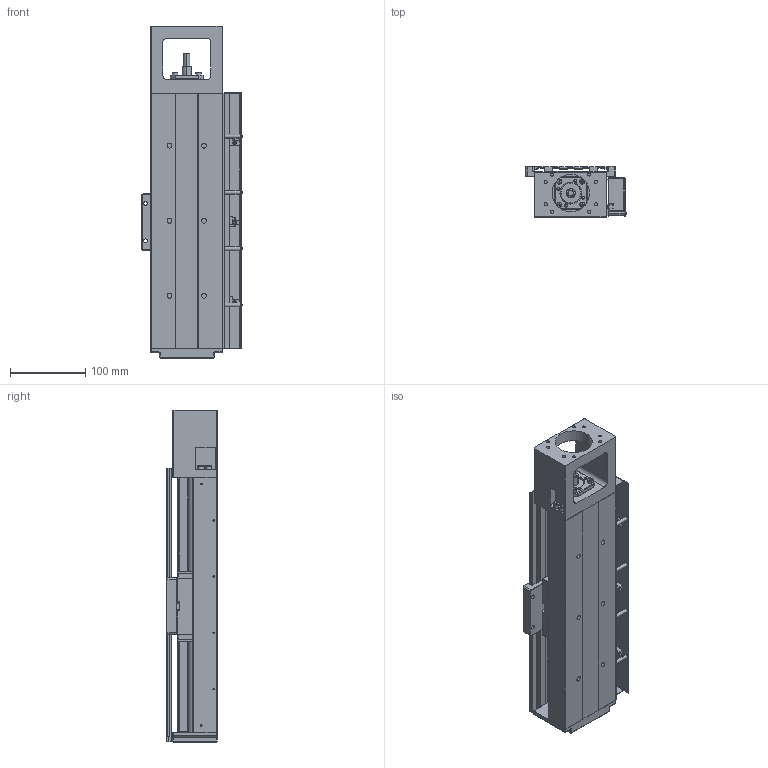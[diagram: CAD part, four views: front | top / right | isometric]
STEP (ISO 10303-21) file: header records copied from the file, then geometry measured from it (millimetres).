
FILE_DESCRIPTION (( 'STEP AP203' ), '1' );
FILE_NAME ('GKA5496-340-12N-P10+C+SP+CS模糊化(網路用圖).STEP', '2018-04-02T05:34:19', ( '' ), ( '' ), 'SwSTEP 2.0', 'SolidWorks 2018', '' );
FILE_SCHEMA (( 'CONFIG_CONTROL_DESIGN' ));
Length unit declared in the file: millimetre
Products named in the file (3): Group3^GKA5496-340-12N-P10+C+SP+CS模糊化(網路用圖); Group4^GKA5496-340-12N-P10+C+SP+CS模糊化(網路用圖); GKA5496-340-12N-P10+C+SP+CS模糊化(網路用圖)
Assembly tree (2 placements, depth 2):
  GKA5496-340-12N-P10+C+SP+CS模糊化(網路用圖)
    Group3^GKA5496-340-12N-P10+C+SP+CS模糊化(網路用圖)
    Group4^GKA5496-340-12N-P10+C+SP+CS模糊化(網路用圖)
Bounding box: 133.92 x 68 x 442.5 mm (x, y, z)
Volume: 1463335.8 mm3; surface area: 392167.8 mm2
Topology: 5 solids, 11 shells, 1977 faces, 5242 edges, 3324 vertices
Faces by surface type: plane 1093, cylinder 448, cone 184, bspline 136, torus 84, sphere 32
Entity records: 67430 total; most frequent: CARTESIAN_POINT 18752, ORIENTED_EDGE 10340, DIRECTION 9716, EDGE_CURVE 5170, VERTEX_POINT 3292, LINE 3242, VECTOR 3242, AXIS2_PLACEMENT_3D 3237
